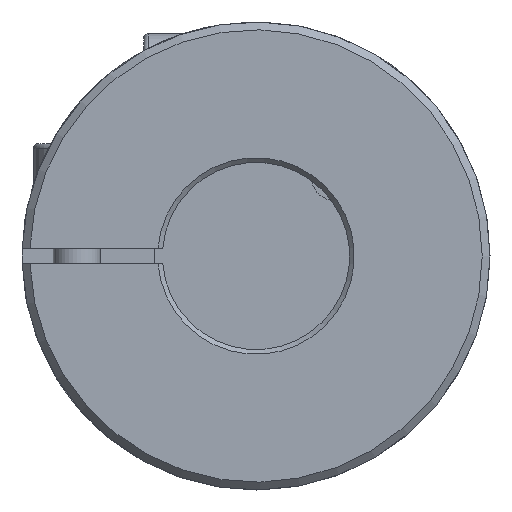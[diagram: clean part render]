
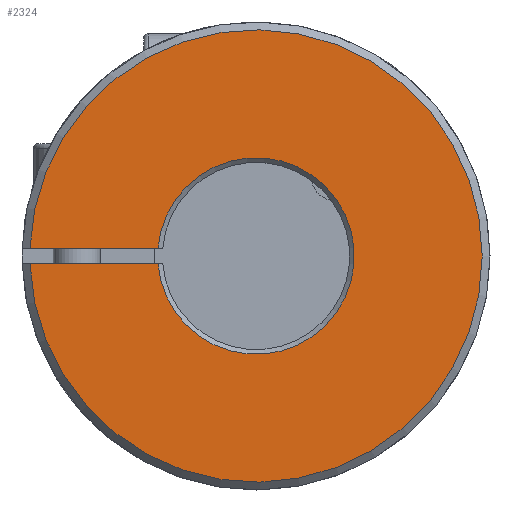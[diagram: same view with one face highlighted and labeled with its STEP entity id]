
A CAD part, left-side view. The second image highlights one B-rep face of the part: STEP entity #2324.
In plain terms, the highlighted planar face has unit normal (-1, 0, 0).
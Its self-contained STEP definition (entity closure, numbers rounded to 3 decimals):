
#33=PLANE('',#2435);
#85=LINE('',#3276,#191);
#86=LINE('',#3281,#192);
#191=VECTOR('',#2678,1000.);
#192=VECTOR('',#2681,1000.);
#319=ORIENTED_EDGE('',*,*,#802,.T.);
#320=ORIENTED_EDGE('',*,*,#803,.T.);
#321=ORIENTED_EDGE('',*,*,#804,.T.);
#322=ORIENTED_EDGE('',*,*,#805,.F.);
#802=EDGE_CURVE('',#1044,#1045,#85,.T.);
#803=EDGE_CURVE('',#1045,#1046,#1201,.T.);
#804=EDGE_CURVE('',#1046,#1047,#86,.T.);
#805=EDGE_CURVE('',#1044,#1047,#1202,.T.);
#1044=VERTEX_POINT('',#3277);
#1045=VERTEX_POINT('',#3278);
#1046=VERTEX_POINT('',#3280);
#1047=VERTEX_POINT('',#3282);
#1201=CIRCLE('',#2436,6.3);
#1202=CIRCLE('',#2437,14.5);
#1323=EDGE_LOOP('',(#319,#320,#321,#322));
#1455=FACE_BOUND('',#1323,.T.);
#2324=ADVANCED_FACE('',(#1455),#33,.F.);
#2435=AXIS2_PLACEMENT_3D('',#3275,#2676,#2677);
#2436=AXIS2_PLACEMENT_3D('',#3279,#2679,#2680);
#2437=AXIS2_PLACEMENT_3D('',#3283,#2682,#2683);
#2676=DIRECTION('',(1.,0.,0.));
#2677=DIRECTION('',(0.,0.,-1.));
#2678=DIRECTION('',(0.,-1.,0.));
#2679=DIRECTION('',(1.,0.,0.));
#2680=DIRECTION('',(0.,0.,-1.));
#2681=DIRECTION('',(0.,1.,0.));
#2682=DIRECTION('',(1.,0.,0.));
#2683=DIRECTION('',(0.,0.,-1.));
#3275=CARTESIAN_POINT('',(0.,0.,0.));
#3276=CARTESIAN_POINT('',(0.,30.,0.5));
#3277=CARTESIAN_POINT('',(0.,14.491,0.5));
#3278=CARTESIAN_POINT('',(0.,6.28,0.5));
#3279=CARTESIAN_POINT('',(0.,0.,0.));
#3280=CARTESIAN_POINT('',(0.,6.28,-0.5));
#3281=CARTESIAN_POINT('',(0.,0.,-0.5));
#3282=CARTESIAN_POINT('',(0.,14.491,-0.5));
#3283=CARTESIAN_POINT('',(0.,0.,0.));
